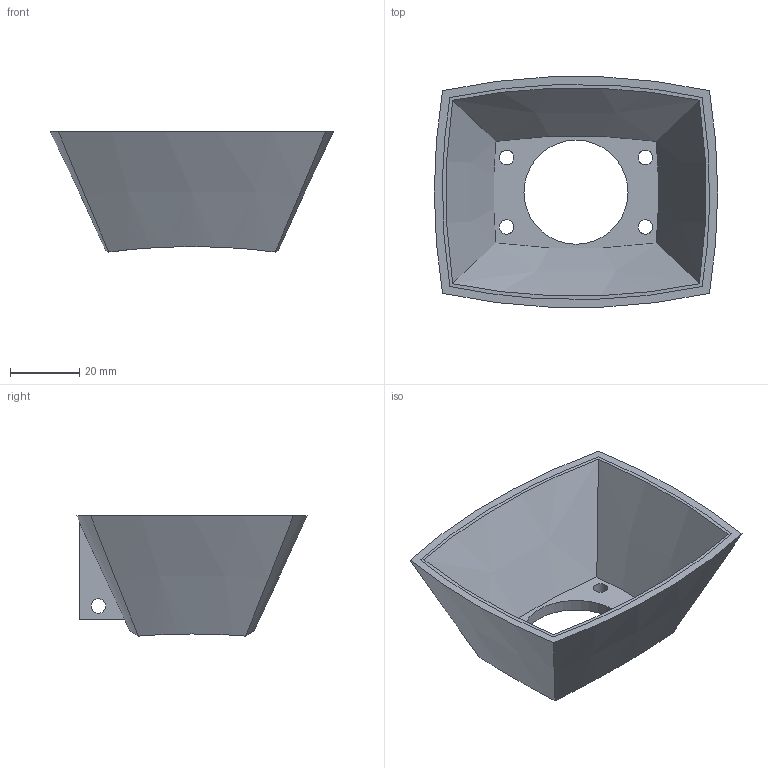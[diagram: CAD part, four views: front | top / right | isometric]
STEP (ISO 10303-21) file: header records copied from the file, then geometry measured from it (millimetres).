
FILE_DESCRIPTION((''),'2;1');
FILE_NAME('XACA982-3D_ASM','2021-05-07T14:28:11',('SESA481258'),('Schneider-Electric'),'CREO PARAMETRIC BY PTC INC, 2019471','CREO PARAMETRIC BY PTC INC, 2019471','');
FILE_SCHEMA(('AP242_MANAGED_MODEL_BASED_3D_ENGINEERING_MIM_LF { 1 0 10303 442 1 1 4 }'));
Length unit declared in the file: millimetre
Products named in the file (2): CONEMODEL; XACA982-3D_ASM
Assembly tree (1 placements, depth 2):
  XACA982-3D_ASM
    CONEMODEL
Bounding box: 81.71 x 66.38 x 34.67 mm (x, y, z)
Volume: 26126.9 mm3; surface area: 18174.2 mm2
Topology: 1 solids, 1 shells, 29 faces, 87 edges, 68 vertices
Faces by surface type: cylinder 12, cone 8, plane 7, bspline 2
Entity records: 1780 total; most frequent: CARTESIAN_POINT 485, DIRECTION 175, ORIENTED_EDGE 154, EDGE_CURVE 77, AXIS2_PLACEMENT_3D 76, PROPERTY_DEFINITION 64, REPRESENTATION 63, PROPERTY_DEFINITION_REPRESENTATION 63
